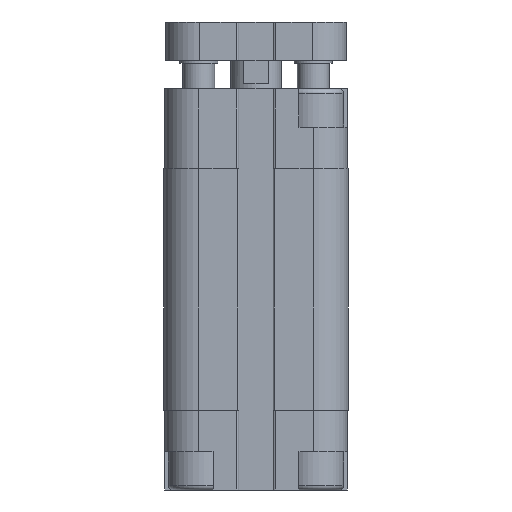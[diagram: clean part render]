
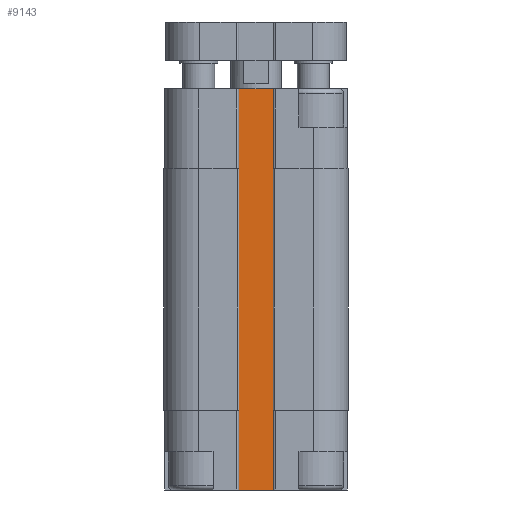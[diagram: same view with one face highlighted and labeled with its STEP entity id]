
A CAD part, front view. The second image highlights one B-rep face of the part: STEP entity #9143.
In plain terms, the highlighted face is planar.
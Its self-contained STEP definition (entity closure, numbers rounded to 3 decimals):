
#77=LINE('',#13836,#891);
#151=LINE('',#14076,#965);
#152=LINE('',#14081,#966);
#232=LINE('',#14275,#1046);
#233=LINE('',#14277,#1047);
#234=LINE('',#14279,#1048);
#235=LINE('',#14281,#1049);
#236=LINE('',#14283,#1050);
#237=LINE('',#14285,#1051);
#238=LINE('',#14287,#1052);
#239=LINE('',#14289,#1053);
#240=LINE('',#14290,#1054);
#891=VECTOR('',#10683,1000.);
#965=VECTOR('',#10877,1000.);
#966=VECTOR('',#10882,1000.);
#1046=VECTOR('',#11072,1000.);
#1047=VECTOR('',#11075,1000.);
#1048=VECTOR('',#11076,1000.);
#1049=VECTOR('',#11077,1000.);
#1050=VECTOR('',#11078,1000.);
#1051=VECTOR('',#11079,1000.);
#1052=VECTOR('',#11080,1000.);
#1053=VECTOR('',#11081,1000.);
#1054=VECTOR('',#11082,1000.);
#1709=PLANE('',#9800);
#2807=ORIENTED_EDGE('',*,*,#5165,.F.);
#2808=ORIENTED_EDGE('',*,*,#5382,.F.);
#2809=ORIENTED_EDGE('',*,*,#5281,.F.);
#2810=ORIENTED_EDGE('',*,*,#5383,.F.);
#2811=ORIENTED_EDGE('',*,*,#5384,.T.);
#2812=ORIENTED_EDGE('',*,*,#5385,.F.);
#2813=ORIENTED_EDGE('',*,*,#5386,.T.);
#2814=ORIENTED_EDGE('',*,*,#5387,.T.);
#2815=ORIENTED_EDGE('',*,*,#5388,.T.);
#2816=ORIENTED_EDGE('',*,*,#5389,.T.);
#2817=ORIENTED_EDGE('',*,*,#5283,.F.);
#2818=ORIENTED_EDGE('',*,*,#5390,.T.);
#5165=EDGE_CURVE('',#6502,#6503,#77,.T.);
#5281=EDGE_CURVE('',#6608,#6605,#151,.T.);
#5283=EDGE_CURVE('',#6610,#6611,#152,.T.);
#5382=EDGE_CURVE('',#6605,#6502,#232,.T.);
#5383=EDGE_CURVE('',#6670,#6608,#233,.T.);
#5384=EDGE_CURVE('',#6670,#6671,#234,.T.);
#5385=EDGE_CURVE('',#6672,#6671,#235,.T.);
#5386=EDGE_CURVE('',#6672,#6673,#236,.T.);
#5387=EDGE_CURVE('',#6673,#6674,#237,.T.);
#5388=EDGE_CURVE('',#6674,#6675,#238,.T.);
#5389=EDGE_CURVE('',#6675,#6611,#239,.T.);
#5390=EDGE_CURVE('',#6610,#6503,#240,.T.);
#6502=VERTEX_POINT('',#13835);
#6503=VERTEX_POINT('',#13837);
#6605=VERTEX_POINT('',#14070);
#6608=VERTEX_POINT('',#14075);
#6610=VERTEX_POINT('',#14080);
#6611=VERTEX_POINT('',#14082);
#6670=VERTEX_POINT('',#14278);
#6671=VERTEX_POINT('',#14280);
#6672=VERTEX_POINT('',#14282);
#6673=VERTEX_POINT('',#14284);
#6674=VERTEX_POINT('',#14286);
#6675=VERTEX_POINT('',#14288);
#7737=EDGE_LOOP('',(#2807,#2808,#2809,#2810,#2811,#2812,#2813,#2814,#2815,
#2816,#2817,#2818));
#8429=FACE_BOUND('',#7737,.T.);
#9143=ADVANCED_FACE('',(#8429),#1709,.T.);
#9800=AXIS2_PLACEMENT_3D('',#14276,#11073,#11074);
#10683=DIRECTION('',(-1.,0.,0.));
#10877=DIRECTION('',(-1.,0.,0.));
#10882=DIRECTION('',(-1.,0.,0.));
#11072=DIRECTION('',(0.,0.,1.));
#11073=DIRECTION('',(0.,1.,0.));
#11074=DIRECTION('',(0.,0.,1.));
#11075=DIRECTION('',(0.,0.,1.));
#11076=DIRECTION('',(-1.,0.,0.));
#11077=DIRECTION('',(0.,0.,1.));
#11078=DIRECTION('',(-1.,0.,0.));
#11079=DIRECTION('',(0.,0.,1.));
#11080=DIRECTION('',(-1.,0.,0.));
#11081=DIRECTION('',(0.,0.,1.));
#11082=DIRECTION('',(0.,0.,1.));
#13835=CARTESIAN_POINT('',(3.,9.5,0.));
#13836=CARTESIAN_POINT('',(3.,9.5,0.));
#13837=CARTESIAN_POINT('',(-3.,9.5,0.));
#14070=CARTESIAN_POINT('',(3.,9.5,-12.5));
#14075=CARTESIAN_POINT('',(3.2,9.5,-12.5));
#14076=CARTESIAN_POINT('',(3.2,9.5,-12.5));
#14080=CARTESIAN_POINT('',(-3.,9.5,-12.5));
#14081=CARTESIAN_POINT('',(-9.,9.5,-12.5));
#14082=CARTESIAN_POINT('',(-3.2,9.5,-12.5));
#14275=CARTESIAN_POINT('',(3.,9.5,-12.5));
#14276=CARTESIAN_POINT('',(3.,9.5,-12.5));
#14277=CARTESIAN_POINT('',(3.2,9.5,-50.5));
#14278=CARTESIAN_POINT('',(3.2,9.5,-50.5));
#14279=CARTESIAN_POINT('',(3.2,9.5,-50.5));
#14280=CARTESIAN_POINT('',(3.,9.5,-50.5));
#14281=CARTESIAN_POINT('',(3.,9.5,-63.));
#14282=CARTESIAN_POINT('',(3.,9.5,-63.));
#14283=CARTESIAN_POINT('',(3.,9.5,-63.));
#14284=CARTESIAN_POINT('',(-3.,9.5,-63.));
#14285=CARTESIAN_POINT('',(-3.,9.5,-63.));
#14286=CARTESIAN_POINT('',(-3.,9.5,-50.5));
#14287=CARTESIAN_POINT('',(3.2,9.5,-50.5));
#14288=CARTESIAN_POINT('',(-3.2,9.5,-50.5));
#14289=CARTESIAN_POINT('',(-3.2,9.5,-50.5));
#14290=CARTESIAN_POINT('',(-3.,9.5,-12.5));
